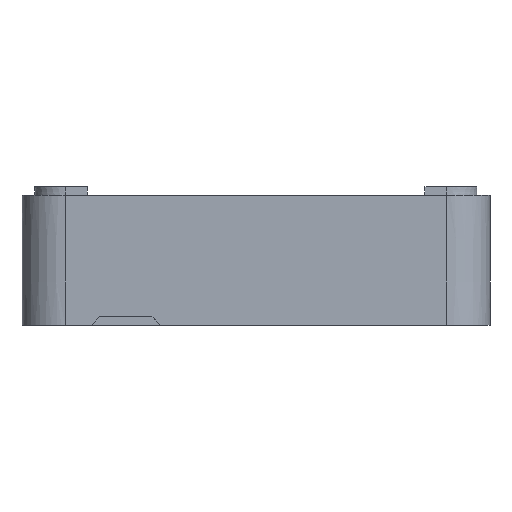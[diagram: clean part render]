
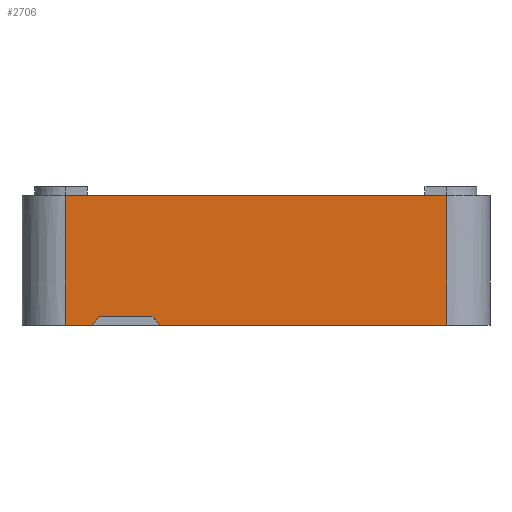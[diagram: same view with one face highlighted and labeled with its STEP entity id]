
A CAD part, front view. The second image highlights one B-rep face of the part: STEP entity #2706.
In plain terms, the highlighted free-form (B-spline) face has degree [3, 3] with [4, 4] control points.
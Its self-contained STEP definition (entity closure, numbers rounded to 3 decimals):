
#185=B_SPLINE_SURFACE_WITH_KNOTS('',3,3,((#6879,#6880,#6881,#6882),(#6883,
#6884,#6885,#6886),(#6887,#6888,#6889,#6890),(#6891,#6892,#6893,#6894)),
 .UNSPECIFIED.,.F.,.F.,.F.,(4,4),(4,4),(0.,1.),(0.,1.),.UNSPECIFIED.);
#278=B_SPLINE_CURVE_WITH_KNOTS('',1,(#3193,#3194),.UNSPECIFIED.,.F.,.F.,
(2,2),(0.093,0.907),.UNSPECIFIED.);
#493=B_SPLINE_CURVE_WITH_KNOTS('',1,(#6133,#6134),.UNSPECIFIED.,.F.,.F.,
(2,2),(8.25,14.75),.UNSPECIFIED.);
#494=B_SPLINE_CURVE_WITH_KNOTS('',1,(#6211,#6212),.UNSPECIFIED.,.F.,.F.,
(2,2),(8.25,14.75),.UNSPECIFIED.);
#545=B_SPLINE_CURVE_WITH_KNOTS('',1,(#6897,#6898),.UNSPECIFIED.,.F.,.F.,
(2,2),(0.,0.997),.UNSPECIFIED.);
#546=B_SPLINE_CURVE_WITH_KNOTS('',1,(#6899,#6900),.UNSPECIFIED.,.F.,.F.,
(2,2),(0.296,0.907),.UNSPECIFIED.);
#547=B_SPLINE_CURVE_WITH_KNOTS('',1,(#6902,#6903),.UNSPECIFIED.,.F.,.F.,
(2,2),(0.093,0.148),.UNSPECIFIED.);
#548=B_SPLINE_CURVE_WITH_KNOTS('',1,(#6905,#6906),.UNSPECIFIED.,.F.,.F.,
(2,2),(0.003,1.),.UNSPECIFIED.);
#549=B_SPLINE_CURVE_WITH_KNOTS('',1,(#6907,#6908),.UNSPECIFIED.,.F.,.F.,
(2,2),(0.,1.),.UNSPECIFIED.);
#729=FACE_OUTER_BOUND('',#888,.T.);
#888=EDGE_LOOP('',(#2425,#2426,#2427,#2428,#2429,#2430,#2431,#2432));
#1035=VERTEX_POINT('',#3188);
#1036=VERTEX_POINT('',#3192);
#1173=VERTEX_POINT('',#6132);
#1174=VERTEX_POINT('',#6210);
#1207=VERTEX_POINT('',#6895);
#1208=VERTEX_POINT('',#6896);
#1209=VERTEX_POINT('',#6901);
#1210=VERTEX_POINT('',#6904);
#1344=EDGE_CURVE('',#1035,#1036,#278,.T.);
#1574=EDGE_CURVE('',#1173,#1036,#493,.T.);
#1576=EDGE_CURVE('',#1174,#1035,#494,.T.);
#1633=EDGE_CURVE('',#1207,#1208,#545,.T.);
#1634=EDGE_CURVE('',#1208,#1173,#546,.T.);
#1635=EDGE_CURVE('',#1174,#1209,#547,.T.);
#1636=EDGE_CURVE('',#1209,#1210,#548,.T.);
#1637=EDGE_CURVE('',#1210,#1207,#549,.T.);
#2425=ORIENTED_EDGE('',*,*,#1633,.T.);
#2426=ORIENTED_EDGE('',*,*,#1634,.T.);
#2427=ORIENTED_EDGE('',*,*,#1574,.T.);
#2428=ORIENTED_EDGE('',*,*,#1344,.F.);
#2429=ORIENTED_EDGE('',*,*,#1576,.F.);
#2430=ORIENTED_EDGE('',*,*,#1635,.T.);
#2431=ORIENTED_EDGE('',*,*,#1636,.T.);
#2432=ORIENTED_EDGE('',*,*,#1637,.T.);
#2706=ADVANCED_FACE('',(#729),#185,.F.);
#3188=CARTESIAN_POINT('',(-22.,-27.,15.));
#3192=CARTESIAN_POINT('',(22.,-27.,15.));
#3193=CARTESIAN_POINT('Ctrl Pts',(-22.,-27.,15.));
#3194=CARTESIAN_POINT('Ctrl Pts',(22.,-27.,15.));
#6132=CARTESIAN_POINT('',(22.,-27.,0.));
#6133=CARTESIAN_POINT('Ctrl Pts',(22.,-27.,0.));
#6134=CARTESIAN_POINT('Ctrl Pts',(22.,-27.,15.));
#6210=CARTESIAN_POINT('',(-22.,-27.,0.));
#6211=CARTESIAN_POINT('Ctrl Pts',(-22.,-27.,0.));
#6212=CARTESIAN_POINT('Ctrl Pts',(-22.,-27.,15.));
#6879=CARTESIAN_POINT('Ctrl Pts',(-27.,-27.,0.));
#6880=CARTESIAN_POINT('Ctrl Pts',(-9.,-27.,0.));
#6881=CARTESIAN_POINT('Ctrl Pts',(9.,-27.,0.));
#6882=CARTESIAN_POINT('Ctrl Pts',(27.,-27.,0.));
#6883=CARTESIAN_POINT('Ctrl Pts',(-27.,-27.,5.));
#6884=CARTESIAN_POINT('Ctrl Pts',(-9.,-27.,5.));
#6885=CARTESIAN_POINT('Ctrl Pts',(9.,-27.,5.));
#6886=CARTESIAN_POINT('Ctrl Pts',(27.,-27.,5.));
#6887=CARTESIAN_POINT('Ctrl Pts',(-27.,-27.,10.));
#6888=CARTESIAN_POINT('Ctrl Pts',(-9.,-27.,10.));
#6889=CARTESIAN_POINT('Ctrl Pts',(9.,-27.,10.));
#6890=CARTESIAN_POINT('Ctrl Pts',(27.,-27.,10.));
#6891=CARTESIAN_POINT('Ctrl Pts',(-27.,-27.,15.));
#6892=CARTESIAN_POINT('Ctrl Pts',(-9.,-27.,15.));
#6893=CARTESIAN_POINT('Ctrl Pts',(9.,-27.,15.));
#6894=CARTESIAN_POINT('Ctrl Pts',(27.,-27.,15.));
#6895=CARTESIAN_POINT('',(-12.001,-27.,0.997));
#6896=CARTESIAN_POINT('',(-11.004,-27.,0.));
#6897=CARTESIAN_POINT('Ctrl Pts',(-12.001,-27.,0.997));
#6898=CARTESIAN_POINT('Ctrl Pts',(-11.004,-27.,0.));
#6899=CARTESIAN_POINT('Ctrl Pts',(-11.004,-27.,0.));
#6900=CARTESIAN_POINT('Ctrl Pts',(22.,-27.,0.));
#6901=CARTESIAN_POINT('',(-18.999,-27.,0.));
#6902=CARTESIAN_POINT('Ctrl Pts',(-22.,-27.,0.));
#6903=CARTESIAN_POINT('Ctrl Pts',(-18.999,-27.,0.));
#6904=CARTESIAN_POINT('',(-18.001,-27.,0.997));
#6905=CARTESIAN_POINT('Ctrl Pts',(-18.999,-27.,0.));
#6906=CARTESIAN_POINT('Ctrl Pts',(-18.001,-27.,0.997));
#6907=CARTESIAN_POINT('Ctrl Pts',(-18.001,-27.,0.997));
#6908=CARTESIAN_POINT('Ctrl Pts',(-12.001,-27.,0.997));
